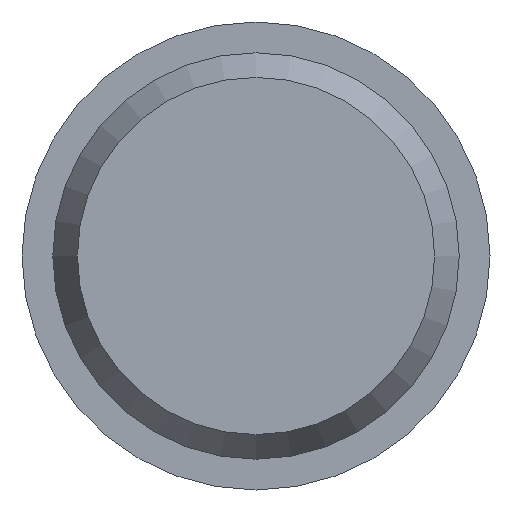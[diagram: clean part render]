
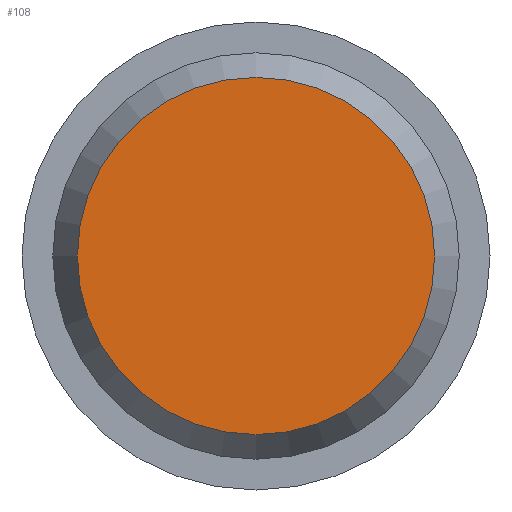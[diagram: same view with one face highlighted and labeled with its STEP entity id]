
A CAD part, front view. The second image highlights one B-rep face of the part: STEP entity #108.
In plain terms, the highlighted planar face has unit normal (0, -1, 0).
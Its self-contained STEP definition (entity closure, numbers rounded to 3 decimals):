
#108=ADVANCED_FACE('',(#131),#124,.T.);
#124=PLANE('',#240);
#131=FACE_OUTER_BOUND('',#133,.T.);
#133=EDGE_LOOP('',(#163));
#163=ORIENTED_EDGE('',*,*,#208,.F.);
#193=VERTEX_POINT('',#336);
#208=EDGE_CURVE('',#193,#193,#223,.T.);
#223=CIRCLE('',#239,7.25);
#239=AXIS2_PLACEMENT_3D('',#335,#272,#273);
#240=AXIS2_PLACEMENT_3D('',#337,#274,#275);
#272=DIRECTION('',(0.,1.,0.));
#273=DIRECTION('',(0.,0.,-1.));
#274=DIRECTION('',(0.,-1.,0.));
#275=DIRECTION('',(0.,0.,-1.));
#335=CARTESIAN_POINT('',(0.,-37.3,0.));
#336=CARTESIAN_POINT('',(0.,-37.3,-7.25));
#337=CARTESIAN_POINT('',(0.,-37.3,7.25));
